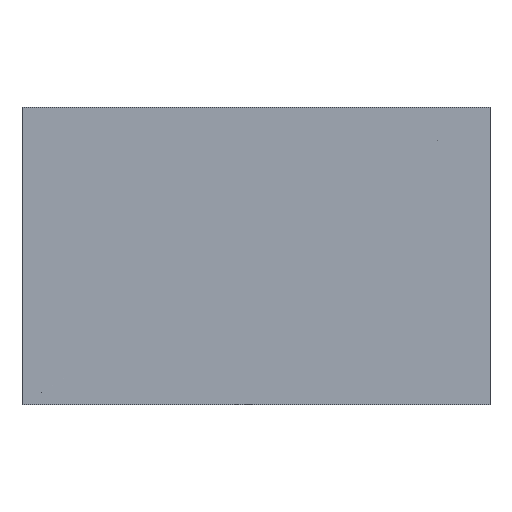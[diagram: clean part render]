
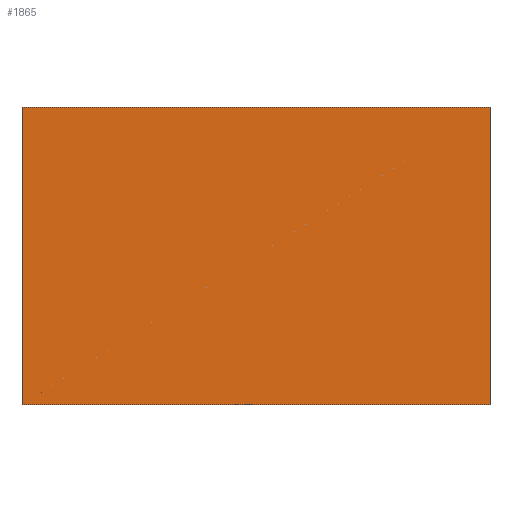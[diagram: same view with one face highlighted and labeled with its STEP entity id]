
A CAD part, left-side view. The second image highlights one B-rep face of the part: STEP entity #1865.
In plain terms, the highlighted planar face has unit normal (-1, 0, 0).
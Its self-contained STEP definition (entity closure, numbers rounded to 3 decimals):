
#2 = LINE ( 'NONE', #1392, #2031 ) ;
#228 = DIRECTION ( 'NONE',  ( 1., 0., 0. ) ) ;
#325 = VECTOR ( 'NONE', #4473, 1000. ) ;
#1010 = CARTESIAN_POINT ( 'NONE',  ( -43.75, 82.5, 52.5 ) ) ;
#1217 = FACE_OUTER_BOUND ( 'NONE', #1325, .T. ) ;
#1274 = CARTESIAN_POINT ( 'NONE',  ( -43.75, -82.5, -52.5 ) ) ;
#1325 = EDGE_LOOP ( 'NONE', ( #4084, #1357, #3541, #4466 ) ) ;
#1357 = ORIENTED_EDGE ( 'NONE', *, *, #2618, .F. ) ;
#1392 = CARTESIAN_POINT ( 'NONE',  ( -43.75, 82.5, 52.5 ) ) ;
#1597 = CARTESIAN_POINT ( 'NONE',  ( -43.75, 0., 52.5 ) ) ;
#1865 = ADVANCED_FACE ( 'NONE', ( #1217 ), #2621, .F. ) ;
#1880 = AXIS2_PLACEMENT_3D ( 'NONE', #1597, #228, #4398 ) ;
#2031 = VECTOR ( 'NONE', #3527, 1000. ) ;
#2246 = CARTESIAN_POINT ( 'NONE',  ( -43.75, 82.5, -52.5 ) ) ;
#2390 = CARTESIAN_POINT ( 'NONE',  ( -43.75, 0., 52.5 ) ) ;
#2558 = LINE ( 'NONE', #2880, #2972 ) ;
#2618 = EDGE_CURVE ( 'NONE', #4155, #3701, #2726, .T. ) ;
#2621 = PLANE ( 'NONE',  #1880 ) ;
#2644 = EDGE_CURVE ( 'NONE', #3757, #4155, #3067, .T. ) ;
#2679 = CARTESIAN_POINT ( 'NONE',  ( -43.75, -82.5, 52.5 ) ) ;
#2726 = LINE ( 'NONE', #2679, #3783 ) ;
#2880 = CARTESIAN_POINT ( 'NONE',  ( -43.75, 0., -52.5 ) ) ;
#2972 = VECTOR ( 'NONE', #4280, 1000. ) ;
#3067 = LINE ( 'NONE', #2390, #325 ) ;
#3153 = EDGE_CURVE ( 'NONE', #3757, #4090, #2, .T. ) ;
#3370 = EDGE_CURVE ( 'NONE', #4090, #3701, #2558, .T. ) ;
#3527 = DIRECTION ( 'NONE',  ( 0., 0., -1. ) ) ;
#3541 = ORIENTED_EDGE ( 'NONE', *, *, #2644, .F. ) ;
#3701 = VERTEX_POINT ( 'NONE', #1274 ) ;
#3757 = VERTEX_POINT ( 'NONE', #1010 ) ;
#3783 = VECTOR ( 'NONE', #4086, 1000. ) ;
#4084 = ORIENTED_EDGE ( 'NONE', *, *, #3370, .T. ) ;
#4086 = DIRECTION ( 'NONE',  ( 0., 0., -1. ) ) ;
#4090 = VERTEX_POINT ( 'NONE', #2246 ) ;
#4155 = VERTEX_POINT ( 'NONE', #4327 ) ;
#4280 = DIRECTION ( 'NONE',  ( 0., -1., 0. ) ) ;
#4327 = CARTESIAN_POINT ( 'NONE',  ( -43.75, -82.5, 52.5 ) ) ;
#4398 = DIRECTION ( 'NONE',  ( 0., 1., 0. ) ) ;
#4466 = ORIENTED_EDGE ( 'NONE', *, *, #3153, .T. ) ;
#4473 = DIRECTION ( 'NONE',  ( 0., -1., 0. ) ) ;
